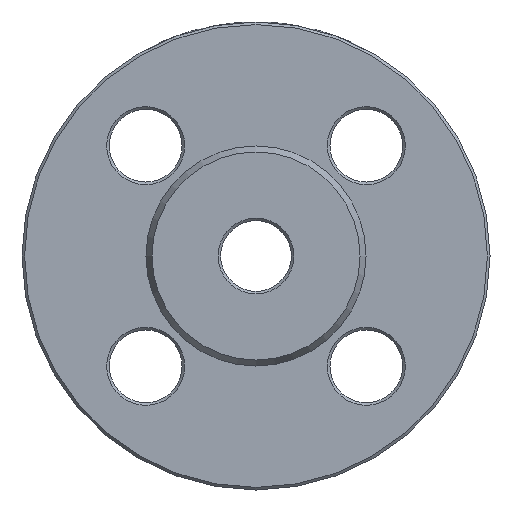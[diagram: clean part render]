
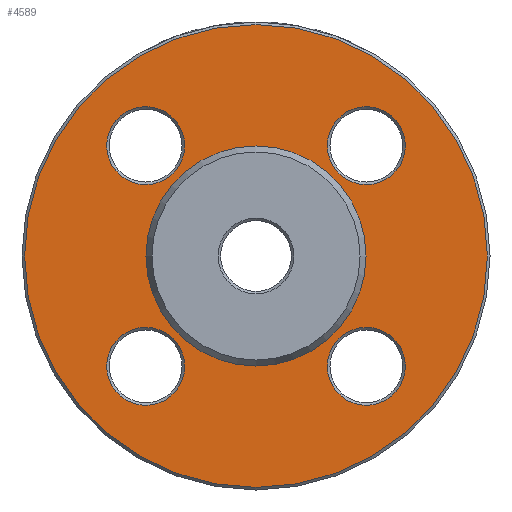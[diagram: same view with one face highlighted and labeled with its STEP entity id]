
A CAD part, left-side view. The second image highlights one B-rep face of the part: STEP entity #4589.
In plain terms, the highlighted planar face has unit normal (-1, 0, 0).
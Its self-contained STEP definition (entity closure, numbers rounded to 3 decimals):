
#50 = AXIS2_PLACEMENT_3D ( 'NONE', #3895, #2367, #910 ) ;
#99 = ORIENTED_EDGE ( 'NONE', *, *, #223, .T. ) ;
#125 = DIRECTION ( 'NONE',  ( -1., 0., 0. ) ) ;
#202 = CARTESIAN_POINT ( 'NONE',  ( 2., 0., 0. ) ) ;
#204 = PLANE ( 'NONE',  #3797 ) ;
#208 = AXIS2_PLACEMENT_3D ( 'NONE', #2760, #4644, #1306 ) ;
#223 = EDGE_CURVE ( 'NONE', #1662, #1662, #2998, .T. ) ;
#602 = CARTESIAN_POINT ( 'NONE',  ( 2., 0., 21.155 ) ) ;
#701 = DIRECTION ( 'NONE',  ( 0., 0., 1. ) ) ;
#907 = VERTEX_POINT ( 'NONE', #3569 ) ;
#910 = DIRECTION ( 'NONE',  ( 0., 0., -1. ) ) ;
#914 = FACE_BOUND ( 'NONE', #1437, .T. ) ;
#936 = DIRECTION ( 'NONE',  ( 0., 0., -1. ) ) ;
#955 = VERTEX_POINT ( 'NONE', #602 ) ;
#1132 = EDGE_CURVE ( 'NONE', #2812, #2812, #3070, .T. ) ;
#1211 = EDGE_CURVE ( 'NONE', #1382, #1382, #2130, .T. ) ;
#1244 = EDGE_CURVE ( 'NONE', #4331, #4331, #2749, .T. ) ;
#1263 = ORIENTED_EDGE ( 'NONE', *, *, #1211, .T. ) ;
#1303 = CARTESIAN_POINT ( 'NONE',  ( 2., -21.213, 28.713 ) ) ;
#1306 = DIRECTION ( 'NONE',  ( 0., 1., 0. ) ) ;
#1382 = VERTEX_POINT ( 'NONE', #3178 ) ;
#1437 = EDGE_LOOP ( 'NONE', ( #1698 ) ) ;
#1507 = CIRCLE ( 'NONE', #3380, 44.5 ) ;
#1554 = CARTESIAN_POINT ( 'NONE',  ( 2., -21.213, -21.213 ) ) ;
#1590 = DIRECTION ( 'NONE',  ( 0., 0., -1. ) ) ;
#1662 = VERTEX_POINT ( 'NONE', #3200 ) ;
#1670 = DIRECTION ( 'NONE',  ( 1., 0., 0. ) ) ;
#1698 = ORIENTED_EDGE ( 'NONE', *, *, #4060, .F. ) ;
#1768 = DIRECTION ( 'NONE',  ( 0., 0., 1. ) ) ;
#1840 = EDGE_CURVE ( 'NONE', #907, #907, #1507, .T. ) ;
#2080 = CARTESIAN_POINT ( 'NONE',  ( 2., 28.713, 21.213 ) ) ;
#2128 = FACE_BOUND ( 'NONE', #3017, .T. ) ;
#2130 = CIRCLE ( 'NONE', #50, 7.5 ) ;
#2179 = ORIENTED_EDGE ( 'NONE', *, *, #1840, .T. ) ;
#2231 = EDGE_LOOP ( 'NONE', ( #2470 ) ) ;
#2270 = CIRCLE ( 'NONE', #4020, 21.155 ) ;
#2367 = DIRECTION ( 'NONE',  ( 1., 0., 0. ) ) ;
#2418 = CARTESIAN_POINT ( 'NONE',  ( 2., 21.155, 0. ) ) ;
#2470 = ORIENTED_EDGE ( 'NONE', *, *, #1132, .T. ) ;
#2749 = CIRCLE ( 'NONE', #2919, 7.5 ) ;
#2760 = CARTESIAN_POINT ( 'NONE',  ( 2., 21.213, 21.213 ) ) ;
#2812 = VERTEX_POINT ( 'NONE', #2080 ) ;
#2919 = AXIS2_PLACEMENT_3D ( 'NONE', #3204, #4385, #1768 ) ;
#2998 = CIRCLE ( 'NONE', #4482, 7.5 ) ;
#3017 = EDGE_LOOP ( 'NONE', ( #1263 ) ) ;
#3048 = DIRECTION ( 'NONE',  ( 1., 0., 0. ) ) ;
#3070 = CIRCLE ( 'NONE', #208, 7.5 ) ;
#3112 = EDGE_LOOP ( 'NONE', ( #2179 ) ) ;
#3161 = FACE_BOUND ( 'NONE', #3660, .T. ) ;
#3178 = CARTESIAN_POINT ( 'NONE',  ( 2., 21.213, -28.713 ) ) ;
#3200 = CARTESIAN_POINT ( 'NONE',  ( 2., -28.713, -21.213 ) ) ;
#3204 = CARTESIAN_POINT ( 'NONE',  ( 2., -21.213, 21.213 ) ) ;
#3263 = DIRECTION ( 'NONE',  ( -1., 0., 0. ) ) ;
#3284 = CARTESIAN_POINT ( 'NONE',  ( 2., 0., 0. ) ) ;
#3380 = AXIS2_PLACEMENT_3D ( 'NONE', #202, #125, #1590 ) ;
#3569 = CARTESIAN_POINT ( 'NONE',  ( 2., 0., -44.5 ) ) ;
#3579 = FACE_OUTER_BOUND ( 'NONE', #3112, .T. ) ;
#3660 = EDGE_LOOP ( 'NONE', ( #99 ) ) ;
#3797 = AXIS2_PLACEMENT_3D ( 'NONE', #2418, #1670, #936 ) ;
#3895 = CARTESIAN_POINT ( 'NONE',  ( 2., 21.213, -21.213 ) ) ;
#3961 = EDGE_LOOP ( 'NONE', ( #3967 ) ) ;
#3967 = ORIENTED_EDGE ( 'NONE', *, *, #1244, .T. ) ;
#4020 = AXIS2_PLACEMENT_3D ( 'NONE', #3284, #3263, #701 ) ;
#4060 = EDGE_CURVE ( 'NONE', #955, #955, #2270, .T. ) ;
#4178 = DIRECTION ( 'NONE',  ( 0., -1., 0. ) ) ;
#4331 = VERTEX_POINT ( 'NONE', #1303 ) ;
#4338 = FACE_BOUND ( 'NONE', #3961, .T. ) ;
#4385 = DIRECTION ( 'NONE',  ( 1., 0., 0. ) ) ;
#4482 = AXIS2_PLACEMENT_3D ( 'NONE', #1554, #3048, #4178 ) ;
#4589 = ADVANCED_FACE ( 'NONE', ( #3161, #4338, #4648, #2128, #3579, #914 ), #204, .F. ) ;
#4644 = DIRECTION ( 'NONE',  ( 1., 0., 0. ) ) ;
#4648 = FACE_BOUND ( 'NONE', #2231, .T. ) ;
